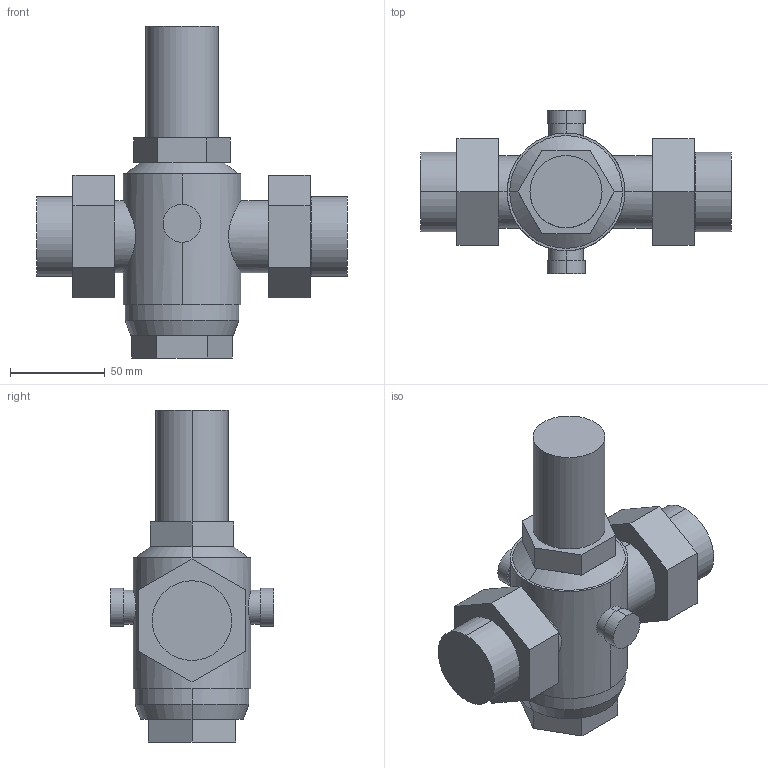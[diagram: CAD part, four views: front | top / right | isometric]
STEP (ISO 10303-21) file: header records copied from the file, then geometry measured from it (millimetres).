
FILE_DESCRIPTION(('no description'),'unknown implementation level');
FILE_NAME('D06FI-11_4B_3D.stp',' ',('pit-cup GmbH'),('ccLab - KiM Gmbh - www.kimweb.de'),'unknown preprocess','ACIS','unknown authorization');
FILE_SCHEMA(('automotive_design'));
Length unit declared in the file: millimetre
Products named in the file (2): 1; 2
Bounding box: 163.5 x 86 x 175 mm (x, y, z)
Volume: 579046 mm3; surface area: 60859.9 mm2
Topology: 2 solids, 2 shells, 73 faces, 169 edges, 111 vertices
Faces by surface type: plane 47, cylinder 22, cone 4
Entity records: 4557 total; most frequent: CARTESIAN_POINT 837, STYLED_ITEM 355, PRESENTATION_STYLE_ASSIGNMENT 355, COLOUR_RGB 355, DIRECTION 354, ORIENTED_EDGE 338, EDGE_CURVE 169, CURVE_STYLE 169
